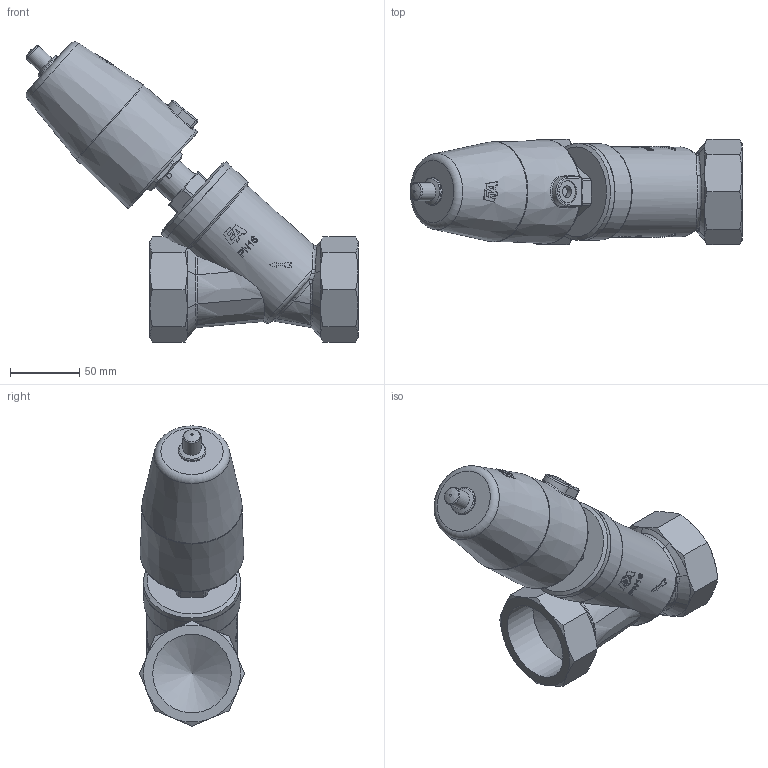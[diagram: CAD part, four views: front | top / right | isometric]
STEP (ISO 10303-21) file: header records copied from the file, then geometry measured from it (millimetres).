
FILE_DESCRIPTION(/* description */ ('DG2D1224050/OS'),/* implementation_level */ '2;1');
FILE_NAME(/* name */ 'DG2D1224050_OS.stp',/* time_stamp */ '2022-01-27T08:56:21+01:00',/* author */ ('hois'),/* organization */ (''),/* preprocessor_version */ 'ST-DEVELOPER v18.1',/* originating_system */ 'Autodesk Inventor 2020',/* authorisation */ '');
FILE_SCHEMA (('AUTOMOTIVE_DESIGN { 1 0 10303 214 3 1 1 }'));
Length unit declared in the file: millimetre
Products named in the file (7): DG2D1224050/OS; GGS0050.26.0033-GM; ETG0050.13.0103; DER0650.06.0013; SZY0630.23.0022; DIN0472-63x2,5; VST1415.08.0013
Assembly tree (6 placements, depth 2):
  DG2D1224050/OS
    GGS0050.26.0033-GM
    ETG0050.13.0103
    DER0650.06.0013
    SZY0630.23.0022
    DIN0472-63x2,5
    VST1415.08.0013
Bounding box: 239.33 x 75.77 x 216.38 mm (x, y, z)
Volume: 665167.5 mm3; surface area: 147495.3 mm2
Topology: 6 solids, 6 shells, 535 faces, 1395 edges, 911 vertices
Faces by surface type: plane 226, bspline 140, cylinder 91, cone 57, torus 20, sphere 1
Full cylindrical faces by diameter (mm): 1.5 x1, 3 x2, 3.5 x1, 8.566 x1, 8.7 x1, 11 x1, 12 x2, 12.376 x1, 13 x1, 14 x2, 16 x1, 20 x1, 23.5 x1, 24.376 x1, 26 x1, 56.61 x1, 56.656 x3, 59.61 x1, 61 x2, 63 x1, 64 x1, 65 x4, 69 x1, 70 x1
Entity records: 20518 total; most frequent: CARTESIAN_POINT 7763, ORIENTED_EDGE 2784, DIRECTION 2425, EDGE_CURVE 1392, AXIS2_PLACEMENT_3D 1003, VERTEX_POINT 911, EDGE_LOOP 591, FACE_OUTER_BOUND 535
